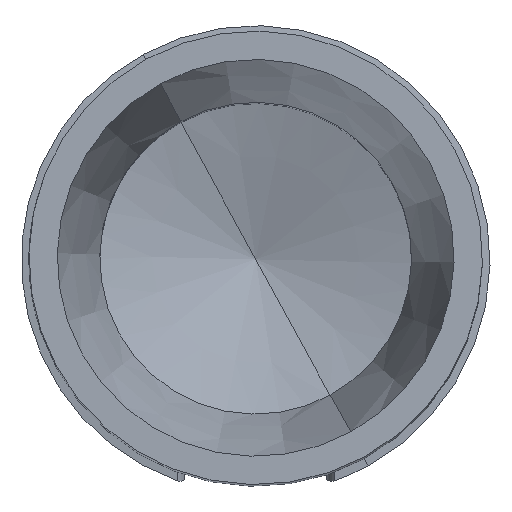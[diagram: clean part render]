
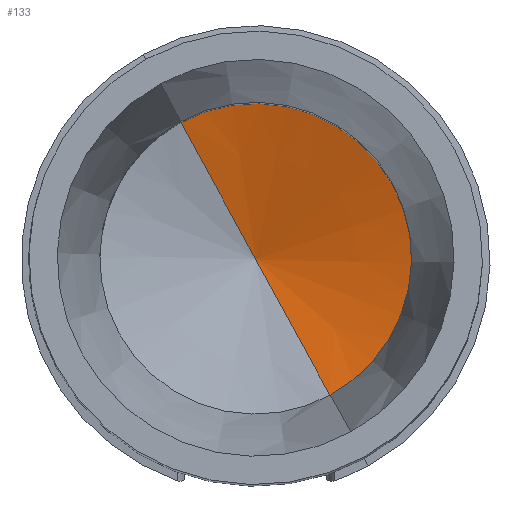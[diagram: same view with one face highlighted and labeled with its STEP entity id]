
A CAD part, top view. The second image highlights one B-rep face of the part: STEP entity #133.
In plain terms, the highlighted conical face has half-angle 73.898 degrees and reference radius 0 mm.
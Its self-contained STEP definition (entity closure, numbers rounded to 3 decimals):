
#78=AXIS2_PLACEMENT_3D('Cone Axis2P3D',#75,#76,#77) ;
#125=AXIS2_PLACEMENT_3D('Circle Axis2P3D',#123,#124,$) ;
#75=CARTESIAN_POINT('Axis2P3D Location',(1.654,1.6,18.682)) ;
#80=CARTESIAN_POINT('Line Origine',(1.39,2.083,18.841)) ;
#84=CARTESIAN_POINT('Vertex',(1.654,1.6,18.682)) ;
#86=CARTESIAN_POINT('Vertex',(1.127,2.566,19.)) ;
#107=CARTESIAN_POINT('Vertex',(2.182,0.635,19.)) ;
#110=CARTESIAN_POINT('Line Origine',(1.918,1.117,18.841)) ;
#123=CARTESIAN_POINT('Axis2P3D Location',(1.654,1.6,19.)) ;
#76=DIRECTION('Axis2P3D Direction',(0.,0.,1.)) ;
#77=DIRECTION('Axis2P3D XDirection',(-0.479,0.878,0.)) ;
#81=DIRECTION('Vector Direction',(-0.461,0.843,0.277)) ;
#111=DIRECTION('Vector Direction',(0.461,-0.843,0.277)) ;
#124=DIRECTION('Axis2P3D Direction',(0.,0.,1.)) ;
#82=VECTOR('Line Direction',#81,1.) ;
#112=VECTOR('Line Direction',#111,1.) ;
#129=ORIENTED_EDGE('',*,*,#114,.T.) ;
#130=ORIENTED_EDGE('',*,*,#127,.T.) ;
#131=ORIENTED_EDGE('',*,*,#88,.F.) ;
#133=ADVANCED_FACE('Hauptkoerper',(#132),#79,.F.) ;
#126=CIRCLE('generated circle',#125,1.1) ;
#79=CONICAL_SURFACE('Cone',#78,0.,1.29) ;
#88=EDGE_CURVE('',#85,#87,#83,.T.) ;
#114=EDGE_CURVE('',#85,#108,#113,.T.) ;
#127=EDGE_CURVE('',#108,#87,#126,.T.) ;
#128=EDGE_LOOP('',(#129,#130,#131)) ;
#132=FACE_OUTER_BOUND('',#128,.T.) ;
#83=LINE('Line',#80,#82) ;
#113=LINE('Line',#110,#112) ;
#85=VERTEX_POINT('',#84) ;
#87=VERTEX_POINT('',#86) ;
#108=VERTEX_POINT('',#107) ;
